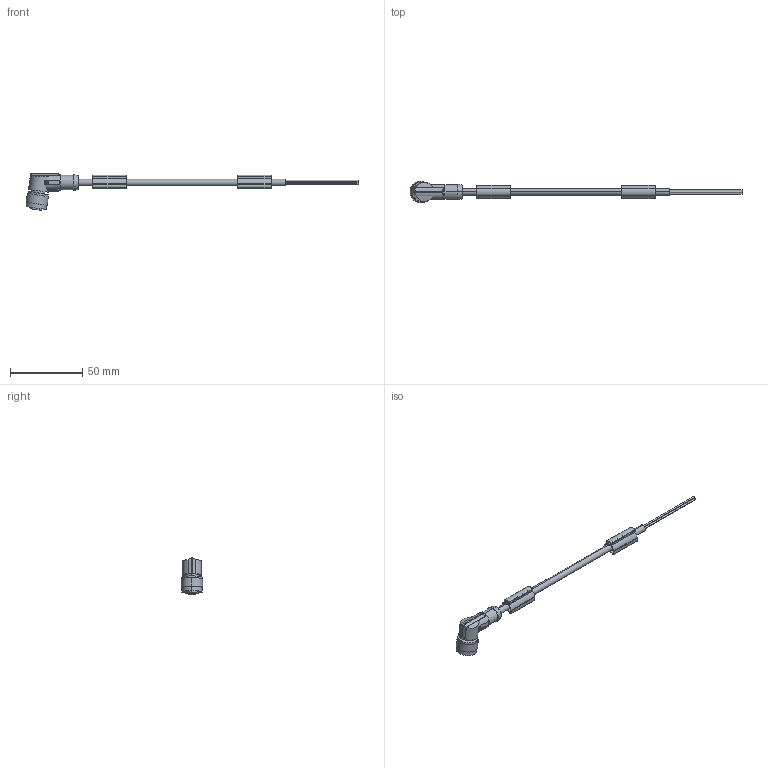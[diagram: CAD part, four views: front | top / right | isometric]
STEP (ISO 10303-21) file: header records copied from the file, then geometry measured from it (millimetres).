
FILE_DESCRIPTION(('SolidDesigner STEP Export'),'2;1');
FILE_NAME('1681389.stp','2009-07-15T 9:53:33',(''),(''),'CoCreate Modeling STEP processor for AP214 (Solid Model)','CoCreate Modeling 16.00A 16-Aug-2008 (C) Parametric Technology GmbH','');
FILE_SCHEMA(('AUTOMOTIVE_DESIGN { 1 0 10303 214 1 1 1 1 }'));
Length unit declared in the file: millimetre
Products named in the file (2): 1681389
Assembly tree (1 placements, depth 2):
  1681389
    1681389
Bounding box: 229.14 x 14.7 x 25.2 mm (x, y, z)
Volume: 8340.7 mm3; surface area: 8605 mm2
Topology: 1 solids, 1 shells, 269 faces, 738 edges, 488 vertices
Faces by surface type: cylinder 131, plane 86, cone 34, extrusion 18
Entity records: 10752 total; most frequent: CARTESIAN_POINT 3102, ORIENTED_EDGE 1476, DIRECTION 1164, EDGE_CURVE 738, VERTEX_POINT 488, AXIS2_PLACEMENT_3D 401, VECTOR 362, LINE 344
